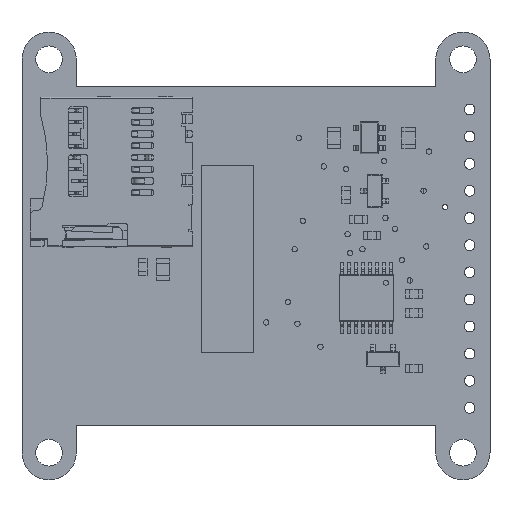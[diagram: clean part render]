
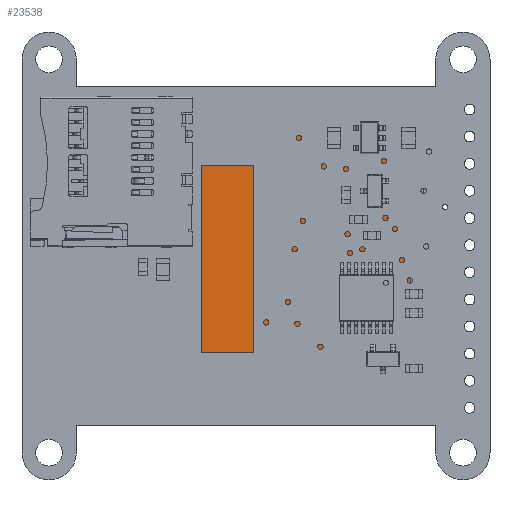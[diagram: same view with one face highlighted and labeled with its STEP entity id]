
A CAD part, top view. The second image highlights one B-rep face of the part: STEP entity #23538.
In plain terms, the highlighted face is planar.
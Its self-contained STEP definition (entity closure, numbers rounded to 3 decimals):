
#911=PLANE('',#25343);
#2008=FACE_OUTER_BOUND('',#3333,.T.);
#3333=EDGE_LOOP('',(#19857,#19858,#19859,#19860));
#5568=LINE('',#37085,#8196);
#5572=LINE('',#37093,#8200);
#5575=LINE('',#37099,#8203);
#5578=LINE('',#37104,#8206);
#8196=VECTOR('',#30499,10.);
#8200=VECTOR('',#30505,10.);
#8203=VECTOR('',#30510,10.);
#8206=VECTOR('',#30515,10.);
#11132=VERTEX_POINT('',#37083);
#11133=VERTEX_POINT('',#37084);
#11136=VERTEX_POINT('',#37092);
#11138=VERTEX_POINT('',#37098);
#14118=EDGE_CURVE('',#11132,#11133,#5568,.T.);
#14122=EDGE_CURVE('',#11133,#11136,#5572,.T.);
#14125=EDGE_CURVE('',#11136,#11138,#5575,.T.);
#14128=EDGE_CURVE('',#11138,#11132,#5578,.T.);
#19857=ORIENTED_EDGE('',*,*,#14128,.T.);
#19858=ORIENTED_EDGE('',*,*,#14118,.T.);
#19859=ORIENTED_EDGE('',*,*,#14122,.T.);
#19860=ORIENTED_EDGE('',*,*,#14125,.T.);
#23538=ADVANCED_FACE('',(#2008),#911,.F.);
#25343=AXIS2_PLACEMENT_3D('',#37107,#30519,#30520);
#30499=DIRECTION('',(0.,1.,0.));
#30505=DIRECTION('',(1.,0.,0.));
#30510=DIRECTION('',(0.,-1.,0.));
#30515=DIRECTION('',(-1.,0.,0.));
#30519=DIRECTION('center_axis',(0.,0.,1.));
#30520=DIRECTION('ref_axis',(1.,0.,0.));
#37083=CARTESIAN_POINT('',(-13.86,-16.91,0.));
#37084=CARTESIAN_POINT('',(-13.86,10.81,0.));
#37085=CARTESIAN_POINT('',(-13.86,-16.91,0.));
#37092=CARTESIAN_POINT('',(13.86,10.81,0.));
#37093=CARTESIAN_POINT('',(-13.86,10.81,0.));
#37098=CARTESIAN_POINT('',(13.86,-16.91,0.));
#37099=CARTESIAN_POINT('',(13.86,10.81,0.));
#37104=CARTESIAN_POINT('',(13.86,-16.91,0.));
#37107=CARTESIAN_POINT('Origin',(0.,-3.05,0.));
